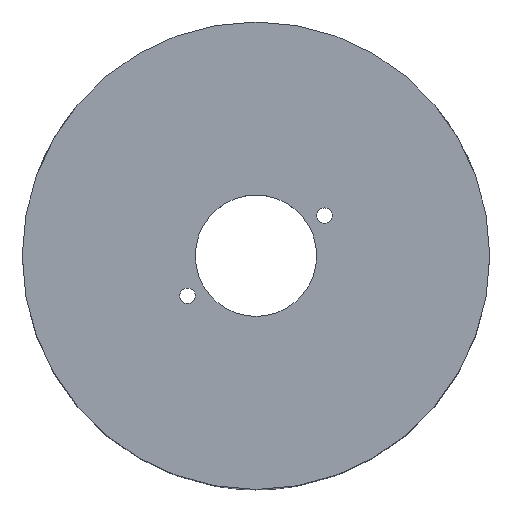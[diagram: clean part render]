
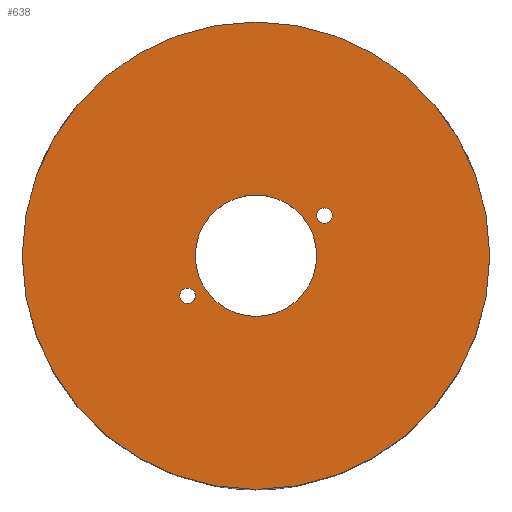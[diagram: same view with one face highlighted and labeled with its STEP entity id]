
A CAD part, top view. The second image highlights one B-rep face of the part: STEP entity #638.
In plain terms, the highlighted planar face has unit normal (0, 0, 1).
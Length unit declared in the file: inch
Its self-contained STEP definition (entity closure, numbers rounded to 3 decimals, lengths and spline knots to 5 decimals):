
#10 = ORIENTED_EDGE ( 'NONE', *, *, #1379, .F. ) ;
#85 = VERTEX_POINT ( 'NONE', #169 ) ;
#102 = DIRECTION ( 'NONE',  ( 1., 0., 0. ) ) ;
#103 = CARTESIAN_POINT ( 'NONE',  ( 0., 0., 1.5 ) ) ;
#105 = FACE_BOUND ( 'NONE', #1059, .T. ) ;
#106 = DIRECTION ( 'NONE',  ( 1., 0., 0. ) ) ;
#136 = CIRCLE ( 'NONE', #918, 0.0365 ) ;
#158 = AXIS2_PLACEMENT_3D ( 'NONE', #103, #338, #1085 ) ;
#169 = CARTESIAN_POINT ( 'NONE',  ( -1.1025, 0., 1.5 ) ) ;
#179 = CARTESIAN_POINT ( 'NONE',  ( -0.35917, -0.18914, 1.5 ) ) ;
#187 = VERTEX_POINT ( 'NONE', #546 ) ;
#204 = CARTESIAN_POINT ( 'NONE',  ( 1.1025, 0., 1.5 ) ) ;
#217 = DIRECTION ( 'NONE',  ( 1., 0., 0. ) ) ;
#242 = CARTESIAN_POINT ( 'NONE',  ( 0.32267, 0.18914, 1.5 ) ) ;
#266 = CARTESIAN_POINT ( 'NONE',  ( 0., 0., 1.5 ) ) ;
#268 = VERTEX_POINT ( 'NONE', #179 ) ;
#283 = DIRECTION ( 'NONE',  ( 1., 0., 0. ) ) ;
#305 = CARTESIAN_POINT ( 'NONE',  ( 0., 0., 1.5 ) ) ;
#315 = EDGE_CURVE ( 'NONE', #85, #1247, #823, .T. ) ;
#335 = EDGE_CURVE ( 'NONE', #1309, #1401, #618, .T. ) ;
#337 = CARTESIAN_POINT ( 'NONE',  ( -0.32267, -0.18914, 1.5 ) ) ;
#338 = DIRECTION ( 'NONE',  ( 0., 0., 1. ) ) ;
#407 = CARTESIAN_POINT ( 'NONE',  ( 0.28617, 0.18914, 1.5 ) ) ;
#425 = EDGE_LOOP ( 'NONE', ( #1174, #551 ) ) ;
#433 = DIRECTION ( 'NONE',  ( 0., 0., 1. ) ) ;
#447 = DIRECTION ( 'NONE',  ( 0., 0., 1. ) ) ;
#464 = AXIS2_PLACEMENT_3D ( 'NONE', #242, #547, #1110 ) ;
#484 = CIRCLE ( 'NONE', #848, 0.0365 ) ;
#496 = DIRECTION ( 'NONE',  ( 0., 0., 1. ) ) ;
#508 = EDGE_CURVE ( 'NONE', #187, #946, #1296, .T. ) ;
#546 = CARTESIAN_POINT ( 'NONE',  ( 0.28622, 0., 1.5 ) ) ;
#547 = DIRECTION ( 'NONE',  ( 0., 0., 1. ) ) ;
#551 = ORIENTED_EDGE ( 'NONE', *, *, #783, .T. ) ;
#573 = CARTESIAN_POINT ( 'NONE',  ( 0.35917, 0.18914, 1.5 ) ) ;
#577 = VERTEX_POINT ( 'NONE', #1152 ) ;
#599 = CIRCLE ( 'NONE', #158, 0.28622 ) ;
#618 = CIRCLE ( 'NONE', #1318, 0.0365 ) ;
#634 = DIRECTION ( 'NONE',  ( 0., 0., 1. ) ) ;
#638 = ADVANCED_FACE ( 'NONE', ( #105, #1161, #742, #649 ), #1057, .T. ) ;
#640 = DIRECTION ( 'NONE',  ( 1., 0., 0. ) ) ;
#649 = FACE_OUTER_BOUND ( 'NONE', #425, .T. ) ;
#715 = EDGE_LOOP ( 'NONE', ( #1381, #10 ) ) ;
#731 = CARTESIAN_POINT ( 'NONE',  ( -0.32267, -0.18914, 1.5 ) ) ;
#742 = FACE_BOUND ( 'NONE', #1307, .T. ) ;
#756 = CARTESIAN_POINT ( 'NONE',  ( 0., 0., 1.5 ) ) ;
#761 = CIRCLE ( 'NONE', #939, 1.1025 ) ;
#768 = DIRECTION ( 'NONE',  ( 0., 0., 1. ) ) ;
#783 = EDGE_CURVE ( 'NONE', #1247, #85, #761, .T. ) ;
#823 = CIRCLE ( 'NONE', #892, 1.1025 ) ;
#848 = AXIS2_PLACEMENT_3D ( 'NONE', #731, #864, #1293 ) ;
#864 = DIRECTION ( 'NONE',  ( 0., 0., 1. ) ) ;
#892 = AXIS2_PLACEMENT_3D ( 'NONE', #305, #768, #217 ) ;
#918 = AXIS2_PLACEMENT_3D ( 'NONE', #337, #447, #102 ) ;
#931 = CARTESIAN_POINT ( 'NONE',  ( 0., 0., 1.5 ) ) ;
#934 = EDGE_CURVE ( 'NONE', #268, #577, #484, .T. ) ;
#939 = AXIS2_PLACEMENT_3D ( 'NONE', #931, #496, #1027 ) ;
#940 = DIRECTION ( 'NONE',  ( 0., 0., 1. ) ) ;
#946 = VERTEX_POINT ( 'NONE', #1278 ) ;
#992 = EDGE_CURVE ( 'NONE', #946, #187, #599, .T. ) ;
#1027 = DIRECTION ( 'NONE',  ( 1., 0., 0. ) ) ;
#1057 = PLANE ( 'NONE',  #1384 ) ;
#1059 = EDGE_LOOP ( 'NONE', ( #1076, #1268 ) ) ;
#1061 = EDGE_CURVE ( 'NONE', #1401, #1309, #1298, .T. ) ;
#1076 = ORIENTED_EDGE ( 'NONE', *, *, #335, .F. ) ;
#1085 = DIRECTION ( 'NONE',  ( 1., 0., 0. ) ) ;
#1088 = CARTESIAN_POINT ( 'NONE',  ( 0.32267, 0.18914, 1.5 ) ) ;
#1110 = DIRECTION ( 'NONE',  ( 1., 0., 0. ) ) ;
#1152 = CARTESIAN_POINT ( 'NONE',  ( -0.28617, -0.18914, 1.5 ) ) ;
#1158 = AXIS2_PLACEMENT_3D ( 'NONE', #266, #940, #283 ) ;
#1161 = FACE_BOUND ( 'NONE', #715, .T. ) ;
#1170 = ORIENTED_EDGE ( 'NONE', *, *, #992, .F. ) ;
#1174 = ORIENTED_EDGE ( 'NONE', *, *, #315, .T. ) ;
#1233 = ORIENTED_EDGE ( 'NONE', *, *, #508, .F. ) ;
#1247 = VERTEX_POINT ( 'NONE', #204 ) ;
#1268 = ORIENTED_EDGE ( 'NONE', *, *, #1061, .F. ) ;
#1278 = CARTESIAN_POINT ( 'NONE',  ( -0.28622, 0., 1.5 ) ) ;
#1293 = DIRECTION ( 'NONE',  ( 1., 0., 0. ) ) ;
#1296 = CIRCLE ( 'NONE', #1158, 0.28622 ) ;
#1298 = CIRCLE ( 'NONE', #464, 0.0365 ) ;
#1307 = EDGE_LOOP ( 'NONE', ( #1233, #1170 ) ) ;
#1309 = VERTEX_POINT ( 'NONE', #407 ) ;
#1318 = AXIS2_PLACEMENT_3D ( 'NONE', #1088, #634, #106 ) ;
#1379 = EDGE_CURVE ( 'NONE', #577, #268, #136, .T. ) ;
#1381 = ORIENTED_EDGE ( 'NONE', *, *, #934, .F. ) ;
#1384 = AXIS2_PLACEMENT_3D ( 'NONE', #756, #433, #640 ) ;
#1401 = VERTEX_POINT ( 'NONE', #573 ) ;
